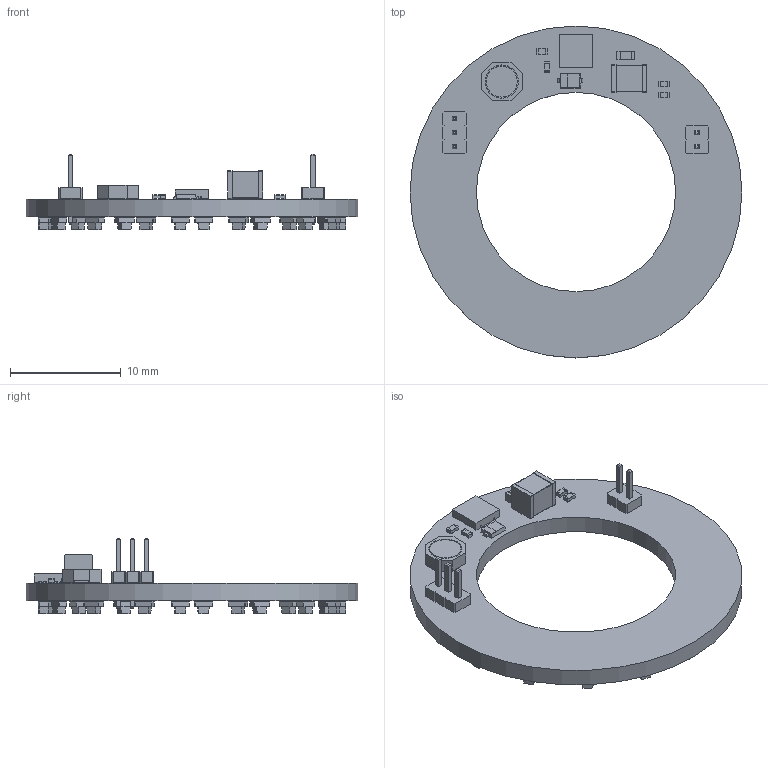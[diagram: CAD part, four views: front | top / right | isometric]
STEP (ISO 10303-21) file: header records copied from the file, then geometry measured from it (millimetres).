
FILE_DESCRIPTION(('KiCad electronic assembly'),'2;1');
FILE_NAME('Kicad LED Rings.step','2020-07-30T11:25:40',('An Author'),( 'A Company'),'Open CASCADE STEP processor 6.9', 'KiCad to STEP converter','Unknown');
FILE_SCHEMA(('AUTOMOTIVE_DESIGN { 1 0 10303 214 1 1 1 1 }'));
Length unit declared in the file: millimetre
Products named in the file (20): Open CASCADE STEP translator 6.9 1; 10uH_Inductor_VLF4012AT-100MR79_v2; COMPOUND; R_0402_1005Metric; SOLID; DSC0010A; LED_0603_1608Metric; Diode-Schottky-BAT760_v5; PinHeader_1x03_P1.27mm_Vertical; PinHeader_1x02_P1.27mm_Vertical; C_0603_1608Metric; C_1210_3225Metric
Assembly tree (37 placements, depth 3):
  Open CASCADE STEP translator 6.9 1
    10uH_Inductor_VLF4012AT-100MR79_v2
      COMPOUND
    R_0402_1005Metric  x4
      SOLID
    DSC0010A
      COMPOUND
    LED_0603_1608Metric  x16
      SOLID
    Diode-Schottky-BAT760_v5
      COMPOUND
    PinHeader_1x03_P1.27mm_Vertical
      SOLID
    PinHeader_1x02_P1.27mm_Vertical
      SOLID
    C_0603_1608Metric
      SOLID
    C_1210_3225Metric
      SOLID
    COMPOUND
Bounding box: 30 x 30 x 6.8 mm (x, y, z)
Volume: 799.1 mm3; surface area: 1519 mm2
Topology: 48 solids, 48 shells, 1366 faces, 3511 edges, 2278 vertices
Faces by surface type: plane 1137, cylinder 229
Full cylindrical faces by diameter (mm): 0.65 x5, 2.8 x1, 3 x1, 18 x1, 30 x1
Entity records: 36423 total; most frequent: CARTESIAN_POINT 7134, DIRECTION 4981, LINE 3550, VECTOR 3550, ORIENTED_EDGE 2624, PCURVE 2624, DEFINITIONAL_REPRESENTATION 2624, EDGE_CURVE 1312
